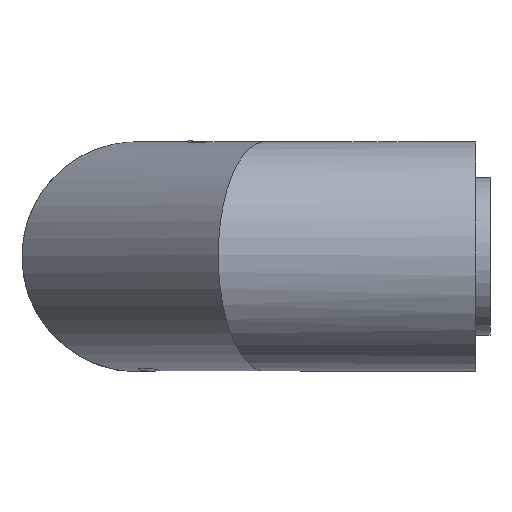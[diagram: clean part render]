
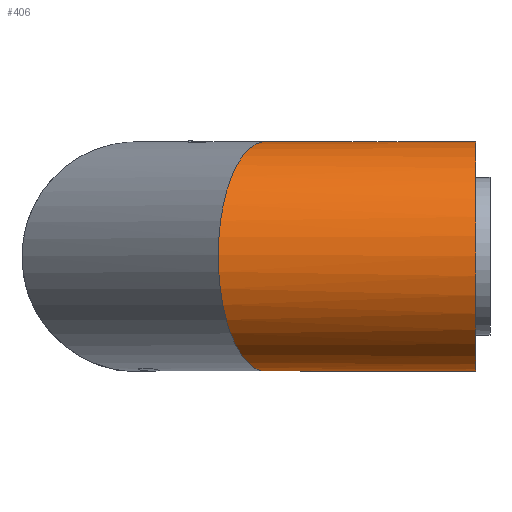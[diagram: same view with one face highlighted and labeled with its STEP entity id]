
A CAD part, top view. The second image highlights one B-rep face of the part: STEP entity #406.
In plain terms, the highlighted cylindrical face has radius 80 mm (diameter 160 mm), a full revolution.
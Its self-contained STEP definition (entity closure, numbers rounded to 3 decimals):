
#406 = ADVANCED_FACE( '', ( #826, #827, #828 ), #829, .T. );
#826 = FACE_OUTER_BOUND( '', #1239, .T. );
#827 = FACE_OUTER_BOUND( '', #1240, .T. );
#828 = FACE_BOUND( '', #1241, .T. );
#829 = CYLINDRICAL_SURFACE( '', #1242, 80. );
#1239 = EDGE_LOOP( '', ( #2403 ) );
#1240 = EDGE_LOOP( '', ( #2404 ) );
#1241 = EDGE_LOOP( '', ( #2405, #2406, #2407, #2408 ) );
#1242 = AXIS2_PLACEMENT_3D( '', #2409, #2410, #2411 );
#2403 = ORIENTED_EDGE( '', *, *, #2414, .F. );
#2404 = ORIENTED_EDGE( '', *, *, #2582, .T. );
#2405 = ORIENTED_EDGE( '', *, *, #2616, .F. );
#2406 = ORIENTED_EDGE( '', *, *, #2737, .F. );
#2407 = ORIENTED_EDGE( '', *, *, #2755, .F. );
#2408 = ORIENTED_EDGE( '', *, *, #2770, .F. );
#2409 = CARTESIAN_POINT( '', ( 246., 0., 246. ) );
#2410 = DIRECTION( '', ( -1., 0., 0. ) );
#2411 = DIRECTION( '', ( 0., 0., -1. ) );
#2414 = EDGE_CURVE( '', #2871, #2871, #2872, .T. );
#2582 = EDGE_CURVE( '', #3166, #3166, #3167, .F. );
#2616 = EDGE_CURVE( '', #3223, #3218, #3225, .T. );
#2737 = EDGE_CURVE( '', #3393, #3223, #3395, .T. );
#2755 = EDGE_CURVE( '', #3416, #3393, #3418, .F. );
#2770 = EDGE_CURVE( '', #3218, #3416, #3435, .T. );
#2871 = VERTEX_POINT( '', #3549 );
#2872 = CIRCLE( '', #3550, 80. );
#3166 = VERTEX_POINT( '', #4106 );
#3167 = ELLIPSE( '', #4107, 86.591, 80. );
#3218 = VERTEX_POINT( '', #4342 );
#3223 = VERTEX_POINT( '', #4349 );
#3225 = LINE( '', #4352, #4353 );
#3393 = VERTEX_POINT( '', #4793 );
#3395 = B_SPLINE_CURVE_WITH_KNOTS( '', 3, ( #4796, #4797, #4798, #4799, #4800, #4801, #4802, #4803, #4804, #4805, #4806, #4807, #4808, #4809, #4810, #4811, #4812, #4813, #4814, #4815, #4816, #4817, #4818, #4819, #4820, #4821, #4822, #4823, #4824, #4825, #4826, #4827, #4828, #4829 ), .UNSPECIFIED., .F., .F., ( 4, 2, 2, 2, 2, 2, 2, 2, 2, 2, 2, 2, 2, 2, 2, 2, 4 ), ( 0., 0.001, 0.002, 0.002, 0.003, 0.004, 0.005, 0.005, 0.006, 0.007, 0.008, 0.009, 0.009, 0.01, 0.011, 0.012, 0.013 ), .UNSPECIFIED. );
#3416 = VERTEX_POINT( '', #5071 );
#3418 = LINE( '', #5074, #5075 );
#3435 = B_SPLINE_CURVE_WITH_KNOTS( '', 3, ( #5165, #5166, #5167, #5168, #5169, #5170, #5171, #5172, #5173, #5174, #5175, #5176, #5177, #5178, #5179, #5180, #5181, #5182, #5183, #5184, #5185, #5186, #5187, #5188, #5189, #5190, #5191, #5192, #5193, #5194, #5195, #5196, #5197, #5198 ), .UNSPECIFIED., .F., .F., ( 4, 2, 2, 2, 2, 2, 2, 2, 2, 2, 2, 2, 2, 2, 2, 2, 4 ), ( 0., 0.001, 0.002, 0.002, 0.003, 0.004, 0.005, 0.005, 0.006, 0.007, 0.008, 0.009, 0.009, 0.01, 0.011, 0.012, 0.013 ), .UNSPECIFIED. );
#3549 = CARTESIAN_POINT( '', ( 236., 0., 166. ) );
#3550 = AXIS2_PLACEMENT_3D( '', #5657, #5658, #5659 );
#4106 = CARTESIAN_POINT( '', ( 123., 0., 166. ) );
#4107 = AXIS2_PLACEMENT_3D( '', #5871, #5872, #5873 );
#4342 = CARTESIAN_POINT( '', ( 173., 79.9, 250. ) );
#4349 = CARTESIAN_POINT( '', ( 163., 79.9, 250. ) );
#4352 = CARTESIAN_POINT( '', ( 246., 79.9, 250. ) );
#4353 = VECTOR( '', #5902, 1000. );
#4793 = CARTESIAN_POINT( '', ( 163., 79.9, 242. ) );
#4796 = CARTESIAN_POINT( '', ( 163., 79.9, 242. ) );
#4797 = CARTESIAN_POINT( '', ( 162.736, 79.9, 242. ) );
#4798 = CARTESIAN_POINT( '', ( 162.476, 79.901, 242.026 ) );
#4799 = CARTESIAN_POINT( '', ( 161.965, 79.906, 242.128 ) );
#4800 = CARTESIAN_POINT( '', ( 161.711, 79.91, 242.204 ) );
#4801 = CARTESIAN_POINT( '', ( 161.226, 79.919, 242.405 ) );
#4802 = CARTESIAN_POINT( '', ( 160.997, 79.925, 242.528 ) );
#4803 = CARTESIAN_POINT( '', ( 160.562, 79.937, 242.818 ) );
#4804 = CARTESIAN_POINT( '', ( 160.356, 79.943, 242.987 ) );
#4805 = CARTESIAN_POINT( '', ( 159.987, 79.957, 243.356 ) );
#4806 = CARTESIAN_POINT( '', ( 159.821, 79.963, 243.557 ) );
#4807 = CARTESIAN_POINT( '', ( 159.529, 79.975, 243.995 ) );
#4808 = CARTESIAN_POINT( '', ( 159.405, 79.981, 244.227 ) );
#4809 = CARTESIAN_POINT( '', ( 159.205, 79.99, 244.709 ) );
#4810 = CARTESIAN_POINT( '', ( 159.128, 79.994, 244.961 ) );
#4811 = CARTESIAN_POINT( '', ( 159.026, 79.999, 245.477 ) );
#4812 = CARTESIAN_POINT( '', ( 159., 80., 245.736 ) );
#4813 = CARTESIAN_POINT( '', ( 159., 80., 246.258 ) );
#4814 = CARTESIAN_POINT( '', ( 159.026, 79.999, 246.523 ) );
#4815 = CARTESIAN_POINT( '', ( 159.128, 79.994, 247.036 ) );
#4816 = CARTESIAN_POINT( '', ( 159.203, 79.99, 247.286 ) );
#4817 = CARTESIAN_POINT( '', ( 159.403, 79.981, 247.77 ) );
#4818 = CARTESIAN_POINT( '', ( 159.528, 79.975, 248.004 ) );
#4819 = CARTESIAN_POINT( '', ( 159.818, 79.963, 248.438 ) );
#4820 = CARTESIAN_POINT( '', ( 159.983, 79.957, 248.64 ) );
#4821 = CARTESIAN_POINT( '', ( 160.356, 79.943, 249.013 ) );
#4822 = CARTESIAN_POINT( '', ( 160.558, 79.937, 249.179 ) );
#4823 = CARTESIAN_POINT( '', ( 160.991, 79.925, 249.469 ) );
#4824 = CARTESIAN_POINT( '', ( 161.225, 79.919, 249.594 ) );
#4825 = CARTESIAN_POINT( '', ( 161.71, 79.91, 249.795 ) );
#4826 = CARTESIAN_POINT( '', ( 161.959, 79.906, 249.871 ) );
#4827 = CARTESIAN_POINT( '', ( 162.471, 79.901, 249.973 ) );
#4828 = CARTESIAN_POINT( '', ( 162.736, 79.9, 250. ) );
#4829 = CARTESIAN_POINT( '', ( 163., 79.9, 250. ) );
#5071 = CARTESIAN_POINT( '', ( 173., 79.9, 242. ) );
#5074 = CARTESIAN_POINT( '', ( 246., 79.9, 242. ) );
#5075 = VECTOR( '', #6039, 1000. );
#5165 = CARTESIAN_POINT( '', ( 173., 79.9, 250. ) );
#5166 = CARTESIAN_POINT( '', ( 173.264, 79.9, 250. ) );
#5167 = CARTESIAN_POINT( '', ( 173.524, 79.901, 249.974 ) );
#5168 = CARTESIAN_POINT( '', ( 174.035, 79.906, 249.872 ) );
#5169 = CARTESIAN_POINT( '', ( 174.289, 79.91, 249.796 ) );
#5170 = CARTESIAN_POINT( '', ( 174.774, 79.919, 249.595 ) );
#5171 = CARTESIAN_POINT( '', ( 175.003, 79.925, 249.472 ) );
#5172 = CARTESIAN_POINT( '', ( 175.438, 79.937, 249.182 ) );
#5173 = CARTESIAN_POINT( '', ( 175.644, 79.943, 249.013 ) );
#5174 = CARTESIAN_POINT( '', ( 176.013, 79.957, 248.644 ) );
#5175 = CARTESIAN_POINT( '', ( 176.179, 79.963, 248.443 ) );
#5176 = CARTESIAN_POINT( '', ( 176.471, 79.975, 248.005 ) );
#5177 = CARTESIAN_POINT( '', ( 176.595, 79.981, 247.773 ) );
#5178 = CARTESIAN_POINT( '', ( 176.795, 79.99, 247.291 ) );
#5179 = CARTESIAN_POINT( '', ( 176.872, 79.994, 247.039 ) );
#5180 = CARTESIAN_POINT( '', ( 176.974, 79.999, 246.523 ) );
#5181 = CARTESIAN_POINT( '', ( 177., 80., 246.264 ) );
#5182 = CARTESIAN_POINT( '', ( 177., 80., 245.742 ) );
#5183 = CARTESIAN_POINT( '', ( 176.974, 79.999, 245.477 ) );
#5184 = CARTESIAN_POINT( '', ( 176.872, 79.994, 244.964 ) );
#5185 = CARTESIAN_POINT( '', ( 176.797, 79.99, 244.714 ) );
#5186 = CARTESIAN_POINT( '', ( 176.597, 79.981, 244.23 ) );
#5187 = CARTESIAN_POINT( '', ( 176.472, 79.975, 243.996 ) );
#5188 = CARTESIAN_POINT( '', ( 176.182, 79.963, 243.562 ) );
#5189 = CARTESIAN_POINT( '', ( 176.017, 79.957, 243.36 ) );
#5190 = CARTESIAN_POINT( '', ( 175.644, 79.943, 242.987 ) );
#5191 = CARTESIAN_POINT( '', ( 175.442, 79.937, 242.821 ) );
#5192 = CARTESIAN_POINT( '', ( 175.009, 79.925, 242.531 ) );
#5193 = CARTESIAN_POINT( '', ( 174.775, 79.919, 242.406 ) );
#5194 = CARTESIAN_POINT( '', ( 174.29, 79.91, 242.205 ) );
#5195 = CARTESIAN_POINT( '', ( 174.041, 79.906, 242.129 ) );
#5196 = CARTESIAN_POINT( '', ( 173.529, 79.901, 242.027 ) );
#5197 = CARTESIAN_POINT( '', ( 173.264, 79.9, 242. ) );
#5198 = CARTESIAN_POINT( '', ( 173., 79.9, 242. ) );
#5657 = CARTESIAN_POINT( '', ( 236., 0., 246. ) );
#5658 = DIRECTION( '', ( 1., 0., 0. ) );
#5659 = DIRECTION( '', ( 0., 0., -1. ) );
#5871 = CARTESIAN_POINT( '', ( 89.863, 0., 246. ) );
#5872 = DIRECTION( '', ( -0.924, 0., -0.383 ) );
#5873 = DIRECTION( '', ( 0.383, 0., -0.924 ) );
#5902 = DIRECTION( '', ( 1., 0., 0. ) );
#6039 = DIRECTION( '', ( 1., 0., 0. ) );
